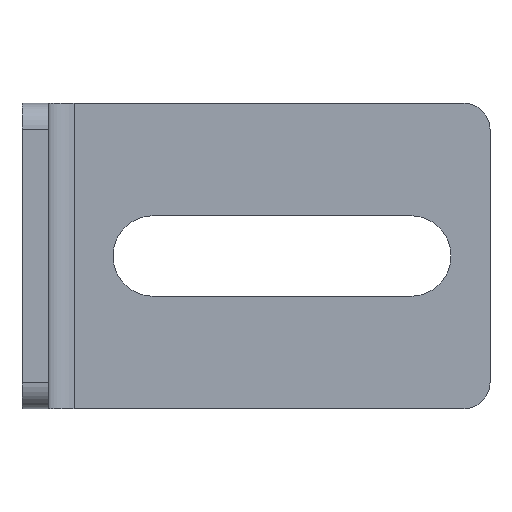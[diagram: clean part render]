
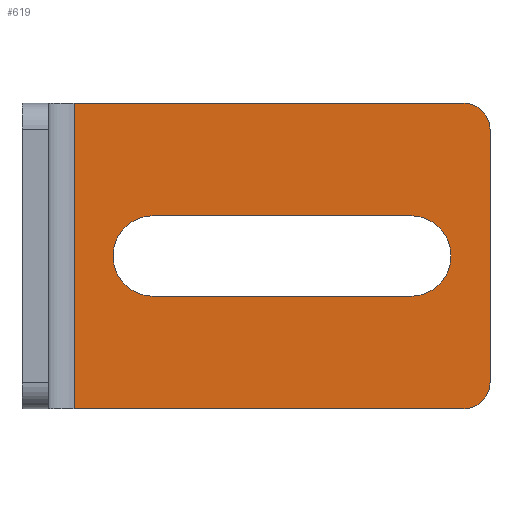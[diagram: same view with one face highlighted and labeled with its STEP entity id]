
A CAD part, left-side view. The second image highlights one B-rep face of the part: STEP entity #619.
In plain terms, the highlighted planar face has unit normal (-1, 0, 0).
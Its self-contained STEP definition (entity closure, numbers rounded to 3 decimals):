
#17 = VECTOR ( 'NONE', #577, 1000. ) ;
#25 = AXIS2_PLACEMENT_3D ( 'NONE', #1457, #48, #725 ) ;
#48 = DIRECTION ( 'NONE',  ( -1., 0., 0. ) ) ;
#49 = CIRCLE ( 'NONE', #1731, 3.1 ) ;
#71 = VERTEX_POINT ( 'NONE', #1414 ) ;
#86 = VERTEX_POINT ( 'NONE', #1758 ) ;
#116 = DIRECTION ( 'NONE',  ( 0., -1., 0. ) ) ;
#142 = CARTESIAN_POINT ( 'NONE',  ( -2., -34., 0. ) ) ;
#153 = DIRECTION ( 'NONE',  ( 0., -1., 0. ) ) ;
#161 = CARTESIAN_POINT ( 'NONE',  ( -2., -29.9, 11.75 ) ) ;
#209 = VERTEX_POINT ( 'NONE', #1741 ) ;
#228 = ORIENTED_EDGE ( 'NONE', *, *, #1364, .T. ) ;
#253 = LINE ( 'NONE', #674, #951 ) ;
#257 = CARTESIAN_POINT ( 'NONE',  ( -2., -29.9, 14.85 ) ) ;
#288 = EDGE_CURVE ( 'NONE', #1573, #86, #49, .T. ) ;
#294 = CARTESIAN_POINT ( 'NONE',  ( -2., -36., 21.5 ) ) ;
#299 = ORIENTED_EDGE ( 'NONE', *, *, #1397, .F. ) ;
#320 = CIRCLE ( 'NONE', #1354, 2. ) ;
#384 = DIRECTION ( 'NONE',  ( 0., 1., 0. ) ) ;
#422 = DIRECTION ( 'NONE',  ( -1., 0., 0. ) ) ;
#428 = CARTESIAN_POINT ( 'NONE',  ( -2., -34., 2. ) ) ;
#439 = VERTEX_POINT ( 'NONE', #142 ) ;
#441 = VERTEX_POINT ( 'NONE', #1282 ) ;
#489 = CIRCLE ( 'NONE', #25, 3.1 ) ;
#499 = VERTEX_POINT ( 'NONE', #294 ) ;
#501 = CARTESIAN_POINT ( 'NONE',  ( -2., -10.1, 14.85 ) ) ;
#507 = EDGE_CURVE ( 'NONE', #209, #1256, #1683, .T. ) ;
#577 = DIRECTION ( 'NONE',  ( 0., -1., 0. ) ) ;
#581 = FACE_BOUND ( 'NONE', #1560, .T. ) ;
#619 = ADVANCED_FACE ( 'NONE', ( #581, #1571 ), #749, .T. ) ;
#653 = CARTESIAN_POINT ( 'NONE',  ( -2., -34., 21.5 ) ) ;
#668 = EDGE_CURVE ( 'NONE', #1016, #441, #1462, .T. ) ;
#674 = CARTESIAN_POINT ( 'NONE',  ( -2., 0., 0. ) ) ;
#685 = DIRECTION ( 'NONE',  ( 0., 0., -1. ) ) ;
#696 = CARTESIAN_POINT ( 'NONE',  ( -2., -10.1, 11.75 ) ) ;
#697 = DIRECTION ( 'NONE',  ( -1., 0., 0. ) ) ;
#725 = DIRECTION ( 'NONE',  ( 0., -1., 0. ) ) ;
#729 = DIRECTION ( 'NONE',  ( -1., 0., 0. ) ) ;
#749 = PLANE ( 'NONE',  #946 ) ;
#790 = VECTOR ( 'NONE', #384, 1000. ) ;
#812 = ORIENTED_EDGE ( 'NONE', *, *, #507, .F. ) ;
#881 = CARTESIAN_POINT ( 'NONE',  ( -2., 0., 79.58 ) ) ;
#917 = VECTOR ( 'NONE', #685, 1000. ) ;
#946 = AXIS2_PLACEMENT_3D ( 'NONE', #881, #422, #153 ) ;
#951 = VECTOR ( 'NONE', #987, 1000. ) ;
#952 = LINE ( 'NONE', #1379, #1659 ) ;
#968 = CARTESIAN_POINT ( 'NONE',  ( -2., -29.9, 8.65 ) ) ;
#987 = DIRECTION ( 'NONE',  ( 0., 1., 0. ) ) ;
#1016 = VERTEX_POINT ( 'NONE', #968 ) ;
#1059 = ORIENTED_EDGE ( 'NONE', *, *, #1694, .F. ) ;
#1065 = DIRECTION ( 'NONE',  ( 0., 0., -1. ) ) ;
#1075 = ORIENTED_EDGE ( 'NONE', *, *, #1337, .T. ) ;
#1076 = EDGE_CURVE ( 'NONE', #86, #1016, #1626, .T. ) ;
#1094 = CARTESIAN_POINT ( 'NONE',  ( -2., -34., 23.5 ) ) ;
#1118 = LINE ( 'NONE', #1248, #917 ) ;
#1144 = LINE ( 'NONE', #257, #790 ) ;
#1159 = DIRECTION ( 'NONE',  ( 0., -1., 0. ) ) ;
#1182 = VECTOR ( 'NONE', #1517, 1000. ) ;
#1189 = EDGE_CURVE ( 'NONE', #439, #71, #253, .T. ) ;
#1248 = CARTESIAN_POINT ( 'NONE',  ( -2., -36., 79.58 ) ) ;
#1255 = CARTESIAN_POINT ( 'NONE',  ( -2., -36., 2. ) ) ;
#1256 = VERTEX_POINT ( 'NONE', #1094 ) ;
#1257 = DIRECTION ( 'NONE',  ( -1., 0., 0. ) ) ;
#1274 = CARTESIAN_POINT ( 'NONE',  ( -2., 0., 23.5 ) ) ;
#1275 = DIRECTION ( 'NONE',  ( -1., 0., 0. ) ) ;
#1282 = CARTESIAN_POINT ( 'NONE',  ( -2., -33., 11.75 ) ) ;
#1300 = ORIENTED_EDGE ( 'NONE', *, *, #1316, .T. ) ;
#1316 = EDGE_CURVE ( 'NONE', #209, #71, #952, .T. ) ;
#1317 = VERTEX_POINT ( 'NONE', #1606 ) ;
#1337 = EDGE_CURVE ( 'NONE', #499, #1256, #320, .T. ) ;
#1354 = AXIS2_PLACEMENT_3D ( 'NONE', #653, #697, #116 ) ;
#1364 = EDGE_CURVE ( 'NONE', #439, #1689, #1687, .T. ) ;
#1373 = AXIS2_PLACEMENT_3D ( 'NONE', #428, #1275, #1672 ) ;
#1379 = CARTESIAN_POINT ( 'NONE',  ( -2., -4., 0. ) ) ;
#1397 = EDGE_CURVE ( 'NONE', #499, #1689, #1118, .T. ) ;
#1402 = ORIENTED_EDGE ( 'NONE', *, *, #1076, .F. ) ;
#1414 = CARTESIAN_POINT ( 'NONE',  ( -2., -4., 0. ) ) ;
#1432 = EDGE_LOOP ( 'NONE', ( #1465, #228, #299, #1075, #812, #1300 ) ) ;
#1450 = EDGE_CURVE ( 'NONE', #441, #1317, #489, .T. ) ;
#1457 = CARTESIAN_POINT ( 'NONE',  ( -2., -29.9, 11.75 ) ) ;
#1462 = CIRCLE ( 'NONE', #1744, 3.1 ) ;
#1465 = ORIENTED_EDGE ( 'NONE', *, *, #1189, .F. ) ;
#1470 = ORIENTED_EDGE ( 'NONE', *, *, #288, .F. ) ;
#1478 = ORIENTED_EDGE ( 'NONE', *, *, #668, .F. ) ;
#1485 = CARTESIAN_POINT ( 'NONE',  ( -2., -29.9, 8.65 ) ) ;
#1517 = DIRECTION ( 'NONE',  ( 0., -1., 0. ) ) ;
#1560 = EDGE_LOOP ( 'NONE', ( #1478, #1402, #1470, #1059, #1603 ) ) ;
#1571 = FACE_OUTER_BOUND ( 'NONE', #1432, .T. ) ;
#1573 = VERTEX_POINT ( 'NONE', #501 ) ;
#1603 = ORIENTED_EDGE ( 'NONE', *, *, #1450, .F. ) ;
#1606 = CARTESIAN_POINT ( 'NONE',  ( -2., -29.9, 14.85 ) ) ;
#1626 = LINE ( 'NONE', #1485, #1182 ) ;
#1659 = VECTOR ( 'NONE', #1065, 1000. ) ;
#1672 = DIRECTION ( 'NONE',  ( 0., -1., 0. ) ) ;
#1683 = LINE ( 'NONE', #1274, #17 ) ;
#1687 = CIRCLE ( 'NONE', #1373, 2. ) ;
#1689 = VERTEX_POINT ( 'NONE', #1255 ) ;
#1694 = EDGE_CURVE ( 'NONE', #1317, #1573, #1144, .T. ) ;
#1731 = AXIS2_PLACEMENT_3D ( 'NONE', #696, #1257, #1769 ) ;
#1741 = CARTESIAN_POINT ( 'NONE',  ( -2., -4., 23.5 ) ) ;
#1744 = AXIS2_PLACEMENT_3D ( 'NONE', #161, #729, #1159 ) ;
#1758 = CARTESIAN_POINT ( 'NONE',  ( -2., -10.1, 8.65 ) ) ;
#1769 = DIRECTION ( 'NONE',  ( 0., -1., 0. ) ) ;
